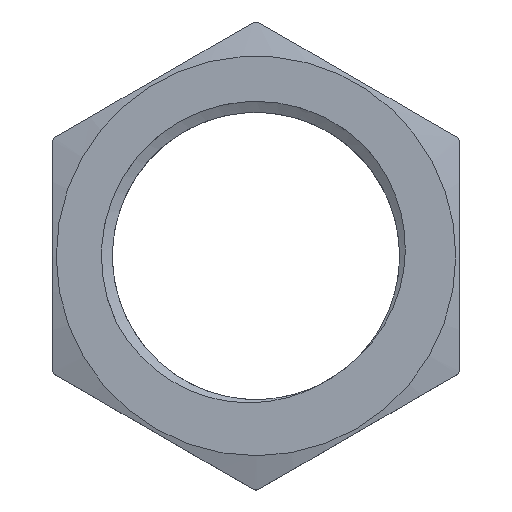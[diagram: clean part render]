
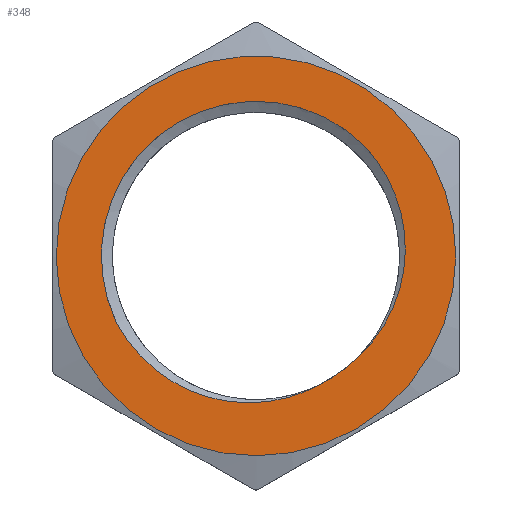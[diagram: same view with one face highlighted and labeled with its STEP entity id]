
A CAD part, top view. The second image highlights one B-rep face of the part: STEP entity #348.
In plain terms, the highlighted planar face has unit normal (0, 0, 1).
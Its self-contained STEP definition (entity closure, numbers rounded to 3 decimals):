
#18=FACE_BOUND('',#134,.T.);
#64=PLANE('',#392);
#66=CIRCLE('',#359,9.885);
#67=CIRCLE('',#361,10.646);
#69=CIRCLE('',#370,13.75);
#110=FACE_OUTER_BOUND('',#133,.T.);
#133=EDGE_LOOP('',(#322));
#134=EDGE_LOOP('',(#323,#324,#325,#326));
#137=B_SPLINE_CURVE_WITH_KNOTS('',3,(#659,#660,#661,#662,#663,#664,#665,
#666,#667,#668,#669,#670,#671),.UNSPECIFIED.,.F.,.F.,(4,3,3,3,4),(-1.594,
-1.506,-1.015,-0.513,0.),
 .UNSPECIFIED.);
#142=B_SPLINE_CURVE_WITH_KNOTS('',3,(#966,#967,#968,#969,#970,#971,#972,
#973,#974,#975,#976,#977,#978),.UNSPECIFIED.,.F.,.F.,(4,3,3,3,4),(-1.591,
-1.497,-0.987,-0.488,0.),
 .UNSPECIFIED.);
#145=VERTEX_POINT('',#627);
#146=VERTEX_POINT('',#658);
#148=VERTEX_POINT('',#705);
#150=VERTEX_POINT('',#883);
#175=VERTEX_POINT('',#1061);
#179=EDGE_CURVE('',#145,#146,#137,.T.);
#183=EDGE_CURVE('',#148,#145,#66,.T.);
#186=EDGE_CURVE('',#150,#148,#142,.T.);
#187=EDGE_CURVE('',#150,#146,#67,.T.);
#213=EDGE_CURVE('',#175,#175,#69,.T.);
#322=ORIENTED_EDGE('',*,*,#213,.F.);
#323=ORIENTED_EDGE('',*,*,#187,.T.);
#324=ORIENTED_EDGE('',*,*,#179,.F.);
#325=ORIENTED_EDGE('',*,*,#183,.F.);
#326=ORIENTED_EDGE('',*,*,#186,.F.);
#348=ADVANCED_FACE('',(#110,#18),#64,.T.);
#359=AXIS2_PLACEMENT_3D('',#736,#399,#400);
#361=AXIS2_PLACEMENT_3D('',#980,#403,#404);
#370=AXIS2_PLACEMENT_3D('',#1062,#433,#434);
#392=AXIS2_PLACEMENT_3D('',#1085,#477,#478);
#399=DIRECTION('center_axis',(0.,0.,1.));
#400=DIRECTION('ref_axis',(-1.,0.,0.));
#403=DIRECTION('center_axis',(0.,0.,-1.));
#404=DIRECTION('ref_axis',(-1.,0.,0.));
#433=DIRECTION('center_axis',(0.,0.,-1.));
#434=DIRECTION('ref_axis',(-1.,0.,0.));
#477=DIRECTION('center_axis',(0.,0.,1.));
#478=DIRECTION('ref_axis',(1.,0.,0.));
#627=CARTESIAN_POINT('',(7.14,-6.836,3.75));
#658=CARTESIAN_POINT('',(7.56,7.495,3.75));
#659=CARTESIAN_POINT('Ctrl Pts',(7.14,-6.836,3.75));
#660=CARTESIAN_POINT('Ctrl Pts',(7.353,-6.635,3.75));
#661=CARTESIAN_POINT('Ctrl Pts',(7.557,-6.425,3.75));
#662=CARTESIAN_POINT('Ctrl Pts',(7.751,-6.206,3.75));
#663=CARTESIAN_POINT('Ctrl Pts',(8.83,-4.988,3.75));
#664=CARTESIAN_POINT('Ctrl Pts',(9.602,-3.498,3.75));
#665=CARTESIAN_POINT('Ctrl Pts',(9.986,-1.918,3.75));
#666=CARTESIAN_POINT('Ctrl Pts',(10.378,-0.302,3.75));
#667=CARTESIAN_POINT('Ctrl Pts',(10.366,1.418,3.75));
#668=CARTESIAN_POINT('Ctrl Pts',(9.956,3.032,3.75));
#669=CARTESIAN_POINT('Ctrl Pts',(9.537,4.683,3.75));
#670=CARTESIAN_POINT('Ctrl Pts',(8.707,6.226,3.75));
#671=CARTESIAN_POINT('Ctrl Pts',(7.56,7.495,3.75));
#705=CARTESIAN_POINT('',(4.078,-9.005,3.75));
#736=CARTESIAN_POINT('Origin',(0.,0.,3.75));
#883=CARTESIAN_POINT('',(-9.58,-4.643,3.75));
#966=CARTESIAN_POINT('Ctrl Pts',(-9.58,-4.643,3.75));
#967=CARTESIAN_POINT('Ctrl Pts',(-9.431,-4.92,3.75));
#968=CARTESIAN_POINT('Ctrl Pts',(-9.269,-5.189,3.75));
#969=CARTESIAN_POINT('Ctrl Pts',(-9.096,-5.45,3.75));
#970=CARTESIAN_POINT('Ctrl Pts',(-8.156,-6.864,3.75));
#971=CARTESIAN_POINT('Ctrl Pts',(-6.867,-8.05,3.75));
#972=CARTESIAN_POINT('Ctrl Pts',(-5.378,-8.859,3.75));
#973=CARTESIAN_POINT('Ctrl Pts',(-3.922,-9.651,3.75));
#974=CARTESIAN_POINT('Ctrl Pts',(-2.267,-10.088,3.75));
#975=CARTESIAN_POINT('Ctrl Pts',(-0.609,-10.107,3.75));
#976=CARTESIAN_POINT('Ctrl Pts',(1.011,-10.125,3.75));
#977=CARTESIAN_POINT('Ctrl Pts',(2.633,-9.748,3.75));
#978=CARTESIAN_POINT('Ctrl Pts',(4.078,-9.005,3.75));
#980=CARTESIAN_POINT('Origin',(0.,0.,3.75));
#1061=CARTESIAN_POINT('',(13.75,0.,3.75));
#1062=CARTESIAN_POINT('Origin',(0.,0.,3.75));
#1085=CARTESIAN_POINT('Origin',(13.943,-8.05,3.75));
